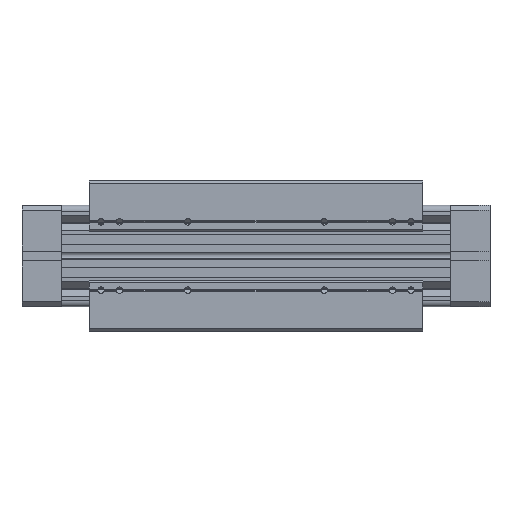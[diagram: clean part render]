
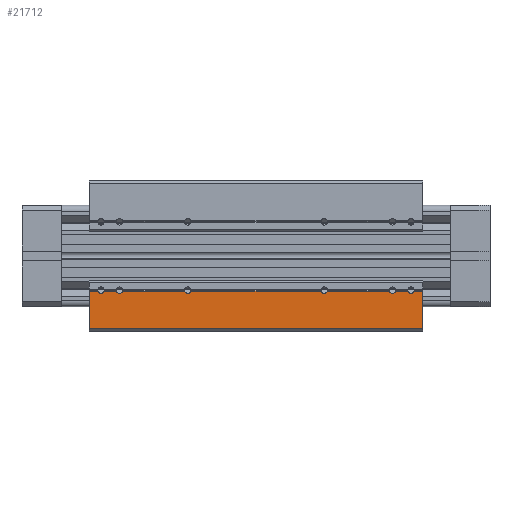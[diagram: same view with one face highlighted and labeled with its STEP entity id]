
A CAD part, front view. The second image highlights one B-rep face of the part: STEP entity #21712.
In plain terms, the highlighted face is planar.
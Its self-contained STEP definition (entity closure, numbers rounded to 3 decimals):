
#2443 = LINE ( 'NONE', #9273, #2444 ) ;
#2444 = VECTOR ( 'NONE', #9274, 1000. ) ;
#2539 = LINE ( 'NONE', #9467, #2540 ) ;
#2540 = VECTOR ( 'NONE', #9468, 1000. ) ;
#2548 = CIRCLE ( 'NONE', #13175, 1.65 ) ;
#2583 = LINE ( 'NONE', #3482, #2584 ) ;
#2584 = VECTOR ( 'NONE', #3483, 1000. ) ;
#2623 = LINE ( 'NONE', #3558, #2624 ) ;
#2624 = VECTOR ( 'NONE', #3559, 1000. ) ;
#2629 = CIRCLE ( 'NONE', #13187, 1.65 ) ;
#2649 = LINE ( 'NONE', #3611, #2650 ) ;
#2650 = VECTOR ( 'NONE', #3612, 1000. ) ;
#2751 = LINE ( 'NONE', #3787, #2753 ) ;
#2753 = VECTOR ( 'NONE', #3830, 1000. ) ;
#2754 = LINE ( 'NONE', #3831, #2755 ) ;
#2755 = VECTOR ( 'NONE', #3832, 1000. ) ;
#3252 = FACE_OUTER_BOUND ( 'NONE', #24447, .T. ) ;
#3482 = CARTESIAN_POINT ( 'NONE',  ( 295.5, -315.784, 0. ) ) ;
#3483 = DIRECTION ( 'NONE',  ( -1., 0., 0. ) ) ;
#3558 = CARTESIAN_POINT ( 'NONE',  ( 295.5, -315.784, 0. ) ) ;
#3559 = DIRECTION ( 'NONE',  ( -1., 0., 0. ) ) ;
#3560 = CARTESIAN_POINT ( 'NONE',  ( 140., -316.284, 0. ) ) ;
#3567 = DIRECTION ( 'NONE',  ( 0., 0., 1. ) ) ;
#3568 = DIRECTION ( 'NONE',  ( 1., 0., 0. ) ) ;
#3611 = CARTESIAN_POINT ( 'NONE',  ( 295.5, -296.784, 0. ) ) ;
#3612 = DIRECTION ( 'NONE',  ( 0., -1., 0. ) ) ;
#3787 = CARTESIAN_POINT ( 'NONE',  ( 295.5, -315.784, 0. ) ) ;
#3830 = DIRECTION ( 'NONE',  ( -1., 0., 0. ) ) ;
#3831 = CARTESIAN_POINT ( 'NONE',  ( 295.5, -296.784, 0. ) ) ;
#3832 = DIRECTION ( 'NONE',  ( -1., 0., 0. ) ) ;
#4004 = CARTESIAN_POINT ( 'NONE',  ( 173.428, -315.784, 0. ) ) ;
#4005 = CARTESIAN_POINT ( 'NONE',  ( 141.572, -315.784, 0. ) ) ;
#4006 = CARTESIAN_POINT ( 'NONE',  ( 138.428, -315.784, 0. ) ) ;
#4007 = CARTESIAN_POINT ( 'NONE',  ( 132.072, -315.784, 0. ) ) ;
#4008 = CARTESIAN_POINT ( 'NONE',  ( 128.928, -315.784, 0. ) ) ;
#4009 = CARTESIAN_POINT ( 'NONE',  ( 124.5, -315.784, 0. ) ) ;
#4010 = CARTESIAN_POINT ( 'NONE',  ( 124.5, -296.784, 0. ) ) ;
#4011 = CARTESIAN_POINT ( 'NONE',  ( 295.5, -296.784, 0. ) ) ;
#4012 = CARTESIAN_POINT ( 'NONE',  ( 295.5, -315.784, 0. ) ) ;
#4013 = CARTESIAN_POINT ( 'NONE',  ( 291.072, -315.784, 0. ) ) ;
#4014 = CARTESIAN_POINT ( 'NONE',  ( 287.928, -315.784, 0. ) ) ;
#4015 = CARTESIAN_POINT ( 'NONE',  ( 281.572, -315.784, 0. ) ) ;
#4016 = CARTESIAN_POINT ( 'NONE',  ( 278.428, -315.784, 0. ) ) ;
#4017 = CARTESIAN_POINT ( 'NONE',  ( 246.572, -315.784, 0. ) ) ;
#4018 = CARTESIAN_POINT ( 'NONE',  ( 243.428, -315.784, 0. ) ) ;
#4019 = CARTESIAN_POINT ( 'NONE',  ( 176.572, -315.784, 0. ) ) ;
#5224 = PLANE ( 'NONE',  #13496 ) ;
#5228 = CARTESIAN_POINT ( 'NONE',  ( 295.5, -296.784, 0. ) ) ;
#5234 = DIRECTION ( 'NONE',  ( 0., 0., -1. ) ) ;
#5235 = DIRECTION ( 'NONE',  ( -1., 0., 0. ) ) ;
#6853 = CIRCLE ( 'NONE', #13116, 1.65 ) ;
#6859 = LINE ( 'NONE', #8611, #6860 ) ;
#6860 = VECTOR ( 'NONE', #8612, 1000. ) ;
#6936 = CIRCLE ( 'NONE', #13123, 1.65 ) ;
#6957 = LINE ( 'NONE', #8790, #6958 ) ;
#6958 = VECTOR ( 'NONE', #8791, 1000. ) ;
#7019 = LINE ( 'NONE', #8898, #7021 ) ;
#7021 = VECTOR ( 'NONE', #8899, 1000. ) ;
#7134 = CIRCLE ( 'NONE', #13152, 1.65 ) ;
#7207 = CIRCLE ( 'NONE', #13156, 1.65 ) ;
#8579 = CARTESIAN_POINT ( 'NONE',  ( 280., -316.284, 0. ) ) ;
#8584 = DIRECTION ( 'NONE',  ( 0., 0., 1. ) ) ;
#8585 = DIRECTION ( 'NONE',  ( 1., 0., 0. ) ) ;
#8611 = CARTESIAN_POINT ( 'NONE',  ( 295.5, -315.784, 0. ) ) ;
#8612 = DIRECTION ( 'NONE',  ( -1., 0., 0. ) ) ;
#8748 = CARTESIAN_POINT ( 'NONE',  ( 289.5, -316.284, 0. ) ) ;
#8759 = DIRECTION ( 'NONE',  ( 0., 0., 1. ) ) ;
#8760 = DIRECTION ( 'NONE',  ( 1., 0., 0. ) ) ;
#8790 = CARTESIAN_POINT ( 'NONE',  ( 295.5, -315.784, 0. ) ) ;
#8791 = DIRECTION ( 'NONE',  ( -1., 0., 0. ) ) ;
#8898 = CARTESIAN_POINT ( 'NONE',  ( 124.5, -296.784, 0. ) ) ;
#8899 = DIRECTION ( 'NONE',  ( 0., -1., 0. ) ) ;
#9057 = CARTESIAN_POINT ( 'NONE',  ( 175., -316.284, 0. ) ) ;
#9062 = DIRECTION ( 'NONE',  ( 0., 0., 1. ) ) ;
#9063 = DIRECTION ( 'NONE',  ( 1., 0., 0. ) ) ;
#9180 = CARTESIAN_POINT ( 'NONE',  ( 245., -316.284, 0. ) ) ;
#9192 = DIRECTION ( 'NONE',  ( 0., 0., 1. ) ) ;
#9193 = DIRECTION ( 'NONE',  ( 1., 0., 0. ) ) ;
#9273 = CARTESIAN_POINT ( 'NONE',  ( 295.5, -315.784, 0. ) ) ;
#9274 = DIRECTION ( 'NONE',  ( -1., 0., 0. ) ) ;
#9467 = CARTESIAN_POINT ( 'NONE',  ( 295.5, -315.784, 0. ) ) ;
#9468 = DIRECTION ( 'NONE',  ( -1., 0., 0. ) ) ;
#9473 = CARTESIAN_POINT ( 'NONE',  ( 130.5, -316.284, 0. ) ) ;
#9478 = DIRECTION ( 'NONE',  ( 0., 0., 1. ) ) ;
#9479 = DIRECTION ( 'NONE',  ( 1., 0., 0. ) ) ;
#13116 = AXIS2_PLACEMENT_3D ( 'NONE', #8579, #8584, #8585 ) ;
#13123 = AXIS2_PLACEMENT_3D ( 'NONE', #8748, #8759, #8760 ) ;
#13152 = AXIS2_PLACEMENT_3D ( 'NONE', #9057, #9062, #9063 ) ;
#13156 = AXIS2_PLACEMENT_3D ( 'NONE', #9180, #9192, #9193 ) ;
#13175 = AXIS2_PLACEMENT_3D ( 'NONE', #9473, #9478, #9479 ) ;
#13187 = AXIS2_PLACEMENT_3D ( 'NONE', #3560, #3567, #3568 ) ;
#13496 = AXIS2_PLACEMENT_3D ( 'NONE', #5228, #5234, #5235 ) ;
#16291 = ORIENTED_EDGE ( 'NONE', *, *, #16761, .T. ) ;
#16292 = ORIENTED_EDGE ( 'NONE', *, *, #17141, .T. ) ;
#16293 = ORIENTED_EDGE ( 'NONE', *, *, #17138, .T. ) ;
#16294 = ORIENTED_EDGE ( 'NONE', *, *, #17085, .T. ) ;
#16295 = ORIENTED_EDGE ( 'NONE', *, *, #17110, .T. ) ;
#16296 = ORIENTED_EDGE ( 'NONE', *, *, #16869, .F. ) ;
#16297 = ORIENTED_EDGE ( 'NONE', *, *, #17233, .F. ) ;
#16298 = ORIENTED_EDGE ( 'NONE', *, *, #17157, .T. ) ;
#16299 = ORIENTED_EDGE ( 'NONE', *, *, #16828, .T. ) ;
#16300 = ORIENTED_EDGE ( 'NONE', *, *, #16815, .T. ) ;
#16301 = ORIENTED_EDGE ( 'NONE', *, *, #17081, .T. ) ;
#16302 = ORIENTED_EDGE ( 'NONE', *, *, #16754, .T. ) ;
#16303 = ORIENTED_EDGE ( 'NONE', *, *, #17011, .T. ) ;
#16304 = ORIENTED_EDGE ( 'NONE', *, *, #16979, .T. ) ;
#16305 = ORIENTED_EDGE ( 'NONE', *, *, #17232, .T. ) ;
#16306 = ORIENTED_EDGE ( 'NONE', *, *, #16934, .T. ) ;
#16754 = EDGE_CURVE ( 'NONE', #20313, #20314, #6853, .T. ) ;
#16761 = EDGE_CURVE ( 'NONE', #20302, #20303, #6859, .T. ) ;
#16815 = EDGE_CURVE ( 'NONE', #20311, #20312, #6936, .T. ) ;
#16828 = EDGE_CURVE ( 'NONE', #20310, #20311, #6957, .T. ) ;
#16869 = EDGE_CURVE ( 'NONE', #20308, #20307, #7019, .T. ) ;
#16934 = EDGE_CURVE ( 'NONE', #20317, #20302, #7134, .T. ) ;
#16979 = EDGE_CURVE ( 'NONE', #20315, #20316, #7207, .T. ) ;
#17011 = EDGE_CURVE ( 'NONE', #20314, #20315, #2443, .T. ) ;
#17081 = EDGE_CURVE ( 'NONE', #20312, #20313, #2539, .T. ) ;
#17085 = EDGE_CURVE ( 'NONE', #20305, #20306, #2548, .T. ) ;
#17110 = EDGE_CURVE ( 'NONE', #20306, #20307, #2583, .T. ) ;
#17138 = EDGE_CURVE ( 'NONE', #20304, #20305, #2623, .T. ) ;
#17141 = EDGE_CURVE ( 'NONE', #20303, #20304, #2629, .T. ) ;
#17157 = EDGE_CURVE ( 'NONE', #20309, #20310, #2649, .T. ) ;
#17232 = EDGE_CURVE ( 'NONE', #20316, #20317, #2751, .T. ) ;
#17233 = EDGE_CURVE ( 'NONE', #20309, #20308, #2754, .T. ) ;
#20302 = VERTEX_POINT ( 'NONE', #4004 ) ;
#20303 = VERTEX_POINT ( 'NONE', #4005 ) ;
#20304 = VERTEX_POINT ( 'NONE', #4006 ) ;
#20305 = VERTEX_POINT ( 'NONE', #4007 ) ;
#20306 = VERTEX_POINT ( 'NONE', #4008 ) ;
#20307 = VERTEX_POINT ( 'NONE', #4009 ) ;
#20308 = VERTEX_POINT ( 'NONE', #4010 ) ;
#20309 = VERTEX_POINT ( 'NONE', #4011 ) ;
#20310 = VERTEX_POINT ( 'NONE', #4012 ) ;
#20311 = VERTEX_POINT ( 'NONE', #4013 ) ;
#20312 = VERTEX_POINT ( 'NONE', #4014 ) ;
#20313 = VERTEX_POINT ( 'NONE', #4015 ) ;
#20314 = VERTEX_POINT ( 'NONE', #4016 ) ;
#20315 = VERTEX_POINT ( 'NONE', #4017 ) ;
#20316 = VERTEX_POINT ( 'NONE', #4018 ) ;
#20317 = VERTEX_POINT ( 'NONE', #4019 ) ;
#21712 = ADVANCED_FACE ( 'NONE', ( #3252 ), #5224, .T. ) ;
#24447 = EDGE_LOOP ( 'NONE', ( #16291, #16292, #16293, #16294, #16295, #16296, #16297, #16298, #16299, #16300, #16301, #16302, #16303, #16304, #16305, #16306 ) ) ;
